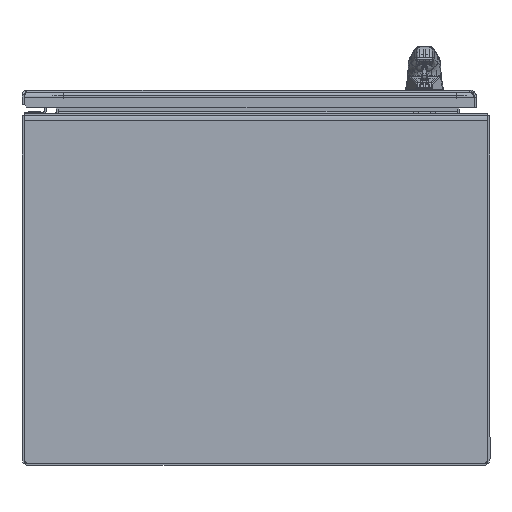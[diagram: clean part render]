
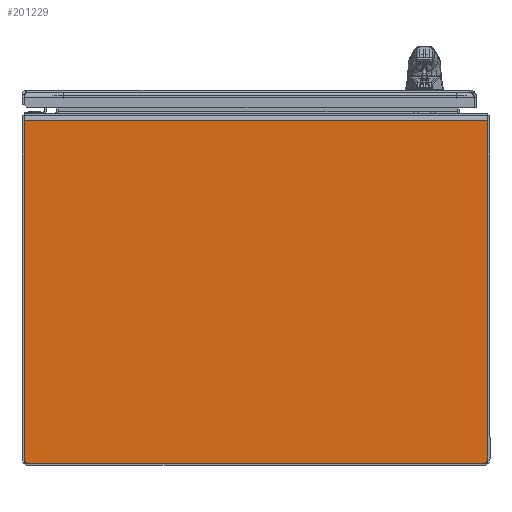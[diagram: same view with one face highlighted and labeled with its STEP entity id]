
A CAD part, front view. The second image highlights one B-rep face of the part: STEP entity #201229.
In plain terms, the highlighted planar face has unit normal (0, -1, 0).
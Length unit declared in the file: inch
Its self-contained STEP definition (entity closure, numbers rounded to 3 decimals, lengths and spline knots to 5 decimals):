
#2041 = LINE ( 'NONE', #89923, #65983 ) ;
#16618 = CARTESIAN_POINT ( 'NONE',  ( 0., -36.0625, -0.468 ) ) ;
#18908 = PLANE ( 'NONE',  #28924 ) ;
#22158 = LINE ( 'NONE', #115885, #214019 ) ;
#25693 = EDGE_CURVE ( 'NONE', #53237, #206675, #2041, .T. ) ;
#28924 = AXIS2_PLACEMENT_3D ( 'NONE', #16618, #230986, #90447 ) ;
#50786 = EDGE_CURVE ( 'NONE', #53458, #53237, #132225, .T. ) ;
#52768 = CARTESIAN_POINT ( 'NONE',  ( 11.9585, -36.0625, -9.4265 ) ) ;
#53237 = VERTEX_POINT ( 'NONE', #125829 ) ;
#53458 = VERTEX_POINT ( 'NONE', #228691 ) ;
#58420 = DIRECTION ( 'NONE',  ( 0., 0., -1. ) ) ;
#65983 = VECTOR ( 'NONE', #216304, 39.37008 ) ;
#74566 = CARTESIAN_POINT ( 'NONE',  ( 11.9585, -36.0625, -0.468 ) ) ;
#80251 = VERTEX_POINT ( 'NONE', #190201 ) ;
#89923 = CARTESIAN_POINT ( 'NONE',  ( 0., -36.0625, -9.4265 ) ) ;
#90447 = DIRECTION ( 'NONE',  ( 0., 0., 1. ) ) ;
#98303 = DIRECTION ( 'NONE',  ( -1., 0., 0. ) ) ;
#115885 = CARTESIAN_POINT ( 'NONE',  ( 0., -36.0625, 8.2405 ) ) ;
#121013 = ORIENTED_EDGE ( 'NONE', *, *, #25693, .T. ) ;
#125829 = CARTESIAN_POINT ( 'NONE',  ( -11.9585, -36.0625, -9.4265 ) ) ;
#132225 = LINE ( 'NONE', #149803, #147494 ) ;
#140205 = EDGE_CURVE ( 'NONE', #206675, #80251, #144970, .T. ) ;
#144970 = LINE ( 'NONE', #74566, #225081 ) ;
#147494 = VECTOR ( 'NONE', #58420, 39.37008 ) ;
#148879 = ORIENTED_EDGE ( 'NONE', *, *, #204580, .T. ) ;
#149803 = CARTESIAN_POINT ( 'NONE',  ( -11.9585, -36.0625, -0.468 ) ) ;
#179276 = FACE_OUTER_BOUND ( 'NONE', #194795, .T. ) ;
#186158 = ORIENTED_EDGE ( 'NONE', *, *, #50786, .T. ) ;
#190201 = CARTESIAN_POINT ( 'NONE',  ( 11.9585, -36.0625, 8.2405 ) ) ;
#194795 = EDGE_LOOP ( 'NONE', ( #121013, #196352, #148879, #186158 ) ) ;
#196352 = ORIENTED_EDGE ( 'NONE', *, *, #140205, .T. ) ;
#201229 = ADVANCED_FACE ( 'NONE', ( #179276 ), #18908, .T. ) ;
#204580 = EDGE_CURVE ( 'NONE', #80251, #53458, #22158, .T. ) ;
#206675 = VERTEX_POINT ( 'NONE', #52768 ) ;
#214019 = VECTOR ( 'NONE', #98303, 39.37008 ) ;
#216304 = DIRECTION ( 'NONE',  ( 1., 0., 0. ) ) ;
#218613 = DIRECTION ( 'NONE',  ( 0., 0., 1. ) ) ;
#225081 = VECTOR ( 'NONE', #218613, 39.37008 ) ;
#228691 = CARTESIAN_POINT ( 'NONE',  ( -11.9585, -36.0625, 8.2405 ) ) ;
#230986 = DIRECTION ( 'NONE',  ( 0., -1., 0. ) ) ;
